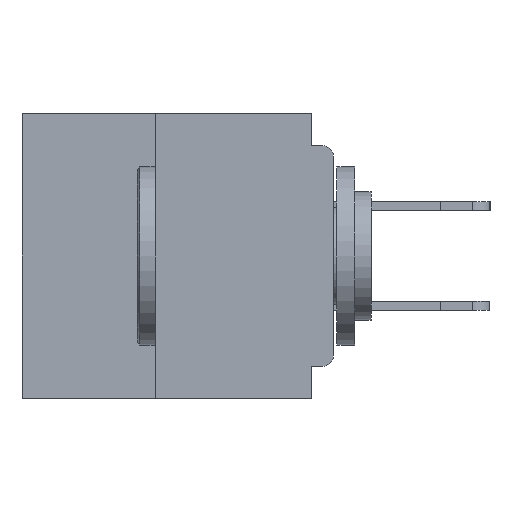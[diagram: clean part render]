
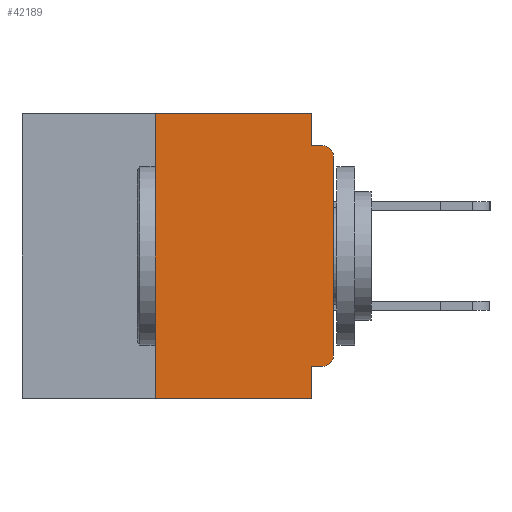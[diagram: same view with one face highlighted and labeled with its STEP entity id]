
A CAD part, left-side view. The second image highlights one B-rep face of the part: STEP entity #42189.
In plain terms, the highlighted planar face has unit normal (-1, 0, 0).
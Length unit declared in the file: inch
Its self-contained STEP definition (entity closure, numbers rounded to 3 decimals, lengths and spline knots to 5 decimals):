
#493 = CARTESIAN_POINT ( 'NONE',  ( 0., 0.031, -0.4 ) ) ;
#635 = DIRECTION ( 'NONE',  ( 0., 0., 1. ) ) ;
#714 = DIRECTION ( 'NONE',  ( -1., 0., 0. ) ) ;
#882 = LINE ( 'NONE', #53354, #22301 ) ;
#1176 = EDGE_CURVE ( 'NONE', #55072, #52512, #4011, .T. ) ;
#1364 = DIRECTION ( 'NONE',  ( 0., 0., -1. ) ) ;
#3716 = CIRCLE ( 'NONE', #29064, 0.015 ) ;
#4011 = LINE ( 'NONE', #25420, #47976 ) ;
#4786 = VERTEX_POINT ( 'NONE', #13586 ) ;
#6071 = ORIENTED_EDGE ( 'NONE', *, *, #50554, .T. ) ;
#6667 = DIRECTION ( 'NONE',  ( 0., -1., 0. ) ) ;
#6916 = EDGE_CURVE ( 'NONE', #55072, #54733, #8738, .T. ) ;
#7788 = ORIENTED_EDGE ( 'NONE', *, *, #30860, .F. ) ;
#8738 = LINE ( 'NONE', #15841, #41446 ) ;
#9301 = ORIENTED_EDGE ( 'NONE', *, *, #44153, .T. ) ;
#9536 = ORIENTED_EDGE ( 'NONE', *, *, #45514, .F. ) ;
#9930 = DIRECTION ( 'NONE',  ( -1., 0., 0. ) ) ;
#12042 = VERTEX_POINT ( 'NONE', #28569 ) ;
#13356 = CARTESIAN_POINT ( 'NONE',  ( 0., 0.25, 0. ) ) ;
#13586 = CARTESIAN_POINT ( 'NONE',  ( 0., 0.015, -0.355 ) ) ;
#13922 = VERTEX_POINT ( 'NONE', #49581 ) ;
#14560 = VECTOR ( 'NONE', #635, 39.37008 ) ;
#15784 = CARTESIAN_POINT ( 'NONE',  ( 0., 0.25, -0.4 ) ) ;
#15841 = CARTESIAN_POINT ( 'NONE',  ( 0., 0.25, -0.4 ) ) ;
#16362 = EDGE_CURVE ( 'NONE', #26808, #13922, #34319, .T. ) ;
#17429 = EDGE_CURVE ( 'NONE', #12042, #13922, #52930, .T. ) ;
#18735 = EDGE_LOOP ( 'NONE', ( #6071, #33305, #54076, #53174, #9536, #48767, #36740, #7788, #21542, #9301 ) ) ;
#19076 = CARTESIAN_POINT ( 'NONE',  ( 0., 0., -0.34 ) ) ;
#20532 = CARTESIAN_POINT ( 'NONE',  ( 0., 0., -0.355 ) ) ;
#21253 = EDGE_CURVE ( 'NONE', #38915, #26808, #45947, .T. ) ;
#21542 = ORIENTED_EDGE ( 'NONE', *, *, #43082, .F. ) ;
#21916 = VECTOR ( 'NONE', #45984, 39.37008 ) ;
#22014 = DIRECTION ( 'NONE',  ( 0., -1., 0. ) ) ;
#22301 = VECTOR ( 'NONE', #6667, 39.37008 ) ;
#22981 = VECTOR ( 'NONE', #48905, 39.37008 ) ;
#23137 = AXIS2_PLACEMENT_3D ( 'NONE', #26292, #714, #30565 ) ;
#23258 = LINE ( 'NONE', #20532, #21916 ) ;
#23461 = CARTESIAN_POINT ( 'NONE',  ( 0., 0., -0.045 ) ) ;
#24036 = VERTEX_POINT ( 'NONE', #19076 ) ;
#24254 = DIRECTION ( 'NONE',  ( 0., 0., 1. ) ) ;
#25420 = CARTESIAN_POINT ( 'NONE',  ( 0., 0.437, -0.4 ) ) ;
#26083 = DIRECTION ( 'NONE',  ( 0., 0., -1. ) ) ;
#26292 = CARTESIAN_POINT ( 'NONE',  ( 0., 0.015, -0.06 ) ) ;
#26808 = VERTEX_POINT ( 'NONE', #48598 ) ;
#26955 = DIRECTION ( 'NONE',  ( 1., 0., 0. ) ) ;
#28112 = CARTESIAN_POINT ( 'NONE',  ( 0., 0.031, 0. ) ) ;
#28569 = CARTESIAN_POINT ( 'NONE',  ( 0., 0., -0.06 ) ) ;
#29064 = AXIS2_PLACEMENT_3D ( 'NONE', #35513, #9930, #39787 ) ;
#30565 = DIRECTION ( 'NONE',  ( 0., 0., -1. ) ) ;
#30726 = VECTOR ( 'NONE', #26083, 39.37008 ) ;
#30860 = EDGE_CURVE ( 'NONE', #38754, #52512, #32102, .T. ) ;
#32102 = LINE ( 'NONE', #493, #30726 ) ;
#32409 = DIRECTION ( 'NONE',  ( 0., 0., -1. ) ) ;
#33305 = ORIENTED_EDGE ( 'NONE', *, *, #17429, .T. ) ;
#34319 = LINE ( 'NONE', #23461, #22981 ) ;
#34689 = FACE_OUTER_BOUND ( 'NONE', #18735, .T. ) ;
#34820 = CARTESIAN_POINT ( 'NONE',  ( 0., 0., 0. ) ) ;
#35513 = CARTESIAN_POINT ( 'NONE',  ( 0., 0.015, -0.34 ) ) ;
#36740 = ORIENTED_EDGE ( 'NONE', *, *, #1176, .T. ) ;
#37061 = CARTESIAN_POINT ( 'NONE',  ( 0., 0.031, 0. ) ) ;
#37344 = VECTOR ( 'NONE', #32409, 39.37008 ) ;
#37940 = CARTESIAN_POINT ( 'NONE',  ( 0., 0.031, -0.4 ) ) ;
#38754 = VERTEX_POINT ( 'NONE', #52971 ) ;
#38915 = VERTEX_POINT ( 'NONE', #37061 ) ;
#39787 = DIRECTION ( 'NONE',  ( 0., 0., -1. ) ) ;
#41446 = VECTOR ( 'NONE', #24254, 39.37008 ) ;
#42189 = ADVANCED_FACE ( 'NONE', ( #34689 ), #48116, .F. ) ;
#43082 = EDGE_CURVE ( 'NONE', #4786, #38754, #23258, .T. ) ;
#44153 = EDGE_CURVE ( 'NONE', #4786, #24036, #3716, .T. ) ;
#45514 = EDGE_CURVE ( 'NONE', #54733, #38915, #882, .T. ) ;
#45947 = LINE ( 'NONE', #28112, #37344 ) ;
#45984 = DIRECTION ( 'NONE',  ( 0., 1., 0. ) ) ;
#47976 = VECTOR ( 'NONE', #22014, 39.37008 ) ;
#48116 = PLANE ( 'NONE',  #53517 ) ;
#48533 = LINE ( 'NONE', #34820, #14560 ) ;
#48598 = CARTESIAN_POINT ( 'NONE',  ( 0., 0.031, -0.045 ) ) ;
#48767 = ORIENTED_EDGE ( 'NONE', *, *, #6916, .F. ) ;
#48905 = DIRECTION ( 'NONE',  ( 0., -1., 0. ) ) ;
#49581 = CARTESIAN_POINT ( 'NONE',  ( 0., 0.015, -0.045 ) ) ;
#50554 = EDGE_CURVE ( 'NONE', #24036, #12042, #48533, .T. ) ;
#52358 = CARTESIAN_POINT ( 'NONE',  ( 0., 0.437, 0. ) ) ;
#52512 = VERTEX_POINT ( 'NONE', #37940 ) ;
#52930 = CIRCLE ( 'NONE', #23137, 0.015 ) ;
#52971 = CARTESIAN_POINT ( 'NONE',  ( 0., 0.031, -0.355 ) ) ;
#53174 = ORIENTED_EDGE ( 'NONE', *, *, #21253, .F. ) ;
#53354 = CARTESIAN_POINT ( 'NONE',  ( 0., 0.437, 0. ) ) ;
#53517 = AXIS2_PLACEMENT_3D ( 'NONE', #52358, #26955, #1364 ) ;
#54076 = ORIENTED_EDGE ( 'NONE', *, *, #16362, .F. ) ;
#54733 = VERTEX_POINT ( 'NONE', #13356 ) ;
#55072 = VERTEX_POINT ( 'NONE', #15784 ) ;
